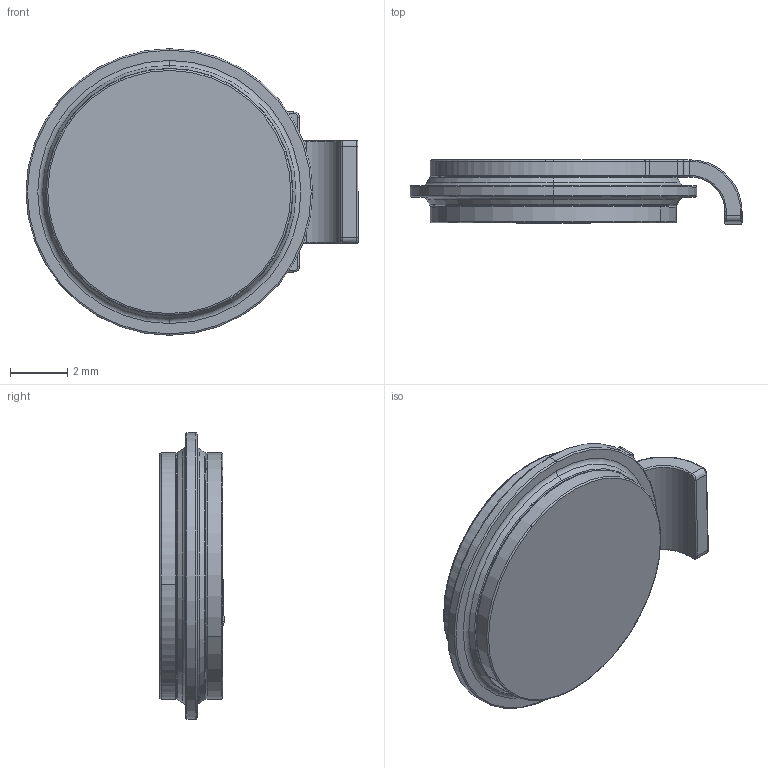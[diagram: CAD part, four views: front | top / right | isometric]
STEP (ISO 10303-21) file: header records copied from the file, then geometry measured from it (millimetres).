
FILE_DESCRIPTION (( 'STEP AP203' ), '1' );
FILE_NAME ('2019-H.STEP', '2018-07-16T20:48:22', ( '' ), ( '' ), 'SwSTEP 2.0', 'SolidWorks 2018', '' );
FILE_SCHEMA (( 'CONFIG_CONTROL_DESIGN' ));
Length unit declared in the file: inch
Products named in the file (4): 31827-xx-x1; 2019-H; 34519-XX-X1; 34519-t-03-H
Assembly tree (4 placements, depth 2):
  2019-H
    31827-xx-x1
    34519-t-03-H
    34519-XX-X1  x2
Bounding box: 11.61 x 2.25 x 10.03 mm (x, y, z)
Volume: 173.3 mm3; surface area: 604.5 mm2
Topology: 4 solids, 4 shells, 2873 faces, 6867 edges, 4552 vertices
Faces by surface type: plane 2727, torus 89, cylinder 37, cone 20
Entity records: 55744 total; most frequent: CARTESIAN_POINT 9679, ORIENTED_EDGE 9298, DIRECTION 8812, EDGE_CURVE 4649, VECTOR 4398, LINE 4398, VERTEX_POINT 3074, EDGE_LOOP 2319
